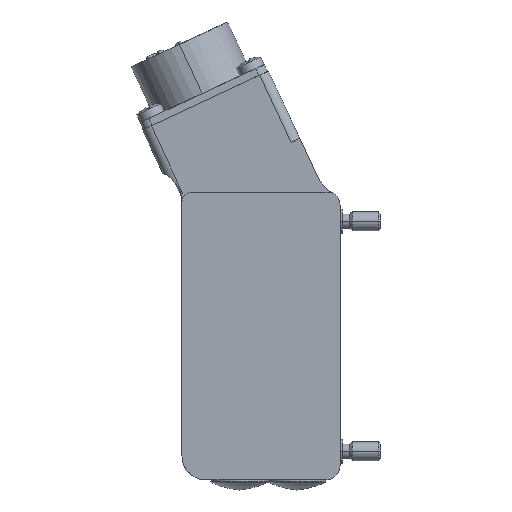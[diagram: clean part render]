
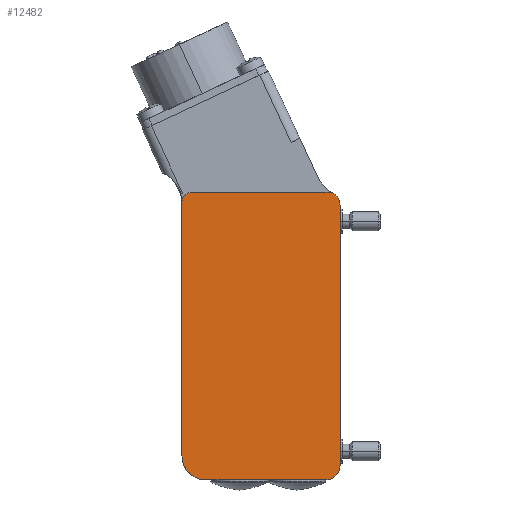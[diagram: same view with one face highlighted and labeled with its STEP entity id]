
A CAD part, left-side view. The second image highlights one B-rep face of the part: STEP entity #12482.
In plain terms, the highlighted planar face has unit normal (-1, 0, 0).
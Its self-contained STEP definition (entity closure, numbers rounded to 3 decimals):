
#822 = DIRECTION ( 'NONE',  ( 0., 0., 1. ) ) ;
#1229 = EDGE_CURVE ( 'NONE', #45963, #57223, #52289, .T. ) ;
#1819 = EDGE_LOOP ( 'NONE', ( #23809, #19938, #47793, #37558, #61200, #34264, #14756, #28769, #31689 ) ) ;
#1882 = CARTESIAN_POINT ( 'NONE',  ( -19.15, 33., 8. ) ) ;
#2580 = VERTEX_POINT ( 'NONE', #68178 ) ;
#3931 = DIRECTION ( 'NONE',  ( 0., -1., 0. ) ) ;
#4595 = CARTESIAN_POINT ( 'NONE',  ( -19.15, 33., 8.03 ) ) ;
#4768 = CARTESIAN_POINT ( 'NONE',  ( -19.15, 60., 50. ) ) ;
#5169 = VECTOR ( 'NONE', #63089, 1000. ) ;
#6015 = AXIS2_PLACEMENT_3D ( 'NONE', #50686, #18918, #56081 ) ;
#6872 = VERTEX_POINT ( 'NONE', #39721 ) ;
#7023 = EDGE_CURVE ( 'NONE', #45963, #10024, #59425, .T. ) ;
#10024 = VERTEX_POINT ( 'NONE', #59582 ) ;
#10127 = CIRCLE ( 'NONE', #39982, 6.5 ) ;
#11865 = CARTESIAN_POINT ( 'NONE',  ( -19.15, 3., -47. ) ) ;
#12482 = ADVANCED_FACE ( 'NONE', ( #44186 ), #68414, .F. ) ;
#12959 = VECTOR ( 'NONE', #822, 1000. ) ;
#14224 = VERTEX_POINT ( 'NONE', #29322 ) ;
#14756 = ORIENTED_EDGE ( 'NONE', *, *, #48180, .T. ) ;
#17192 = DIRECTION ( 'NONE',  ( 0., -1., 0. ) ) ;
#17761 = CARTESIAN_POINT ( 'NONE',  ( -19.15, 28., -50. ) ) ;
#17797 = CIRCLE ( 'NONE', #61162, 5. ) ;
#18918 = DIRECTION ( 'NONE',  ( -1., 0., 0. ) ) ;
#19938 = ORIENTED_EDGE ( 'NONE', *, *, #1229, .T. ) ;
#20745 = AXIS2_PLACEMENT_3D ( 'NONE', #4768, #52583, #20775 ) ;
#20775 = DIRECTION ( 'NONE',  ( 0., -1., 0. ) ) ;
#21230 = DIRECTION ( 'NONE',  ( 0., 0., -1. ) ) ;
#21877 = EDGE_CURVE ( 'NONE', #2580, #50579, #17797, .T. ) ;
#23402 = CARTESIAN_POINT ( 'NONE',  ( -19.15, 39.5, 8. ) ) ;
#23809 = ORIENTED_EDGE ( 'NONE', *, *, #7023, .F. ) ;
#24094 = CIRCLE ( 'NONE', #65947, 3. ) ;
#25592 = CARTESIAN_POINT ( 'NONE',  ( -19.15, 3., 7.344 ) ) ;
#28754 = DIRECTION ( 'NONE',  ( 0., 1., 0. ) ) ;
#28769 = ORIENTED_EDGE ( 'NONE', *, *, #30739, .T. ) ;
#29322 = CARTESIAN_POINT ( 'NONE',  ( -19.15, 0., -47. ) ) ;
#30386 = CIRCLE ( 'NONE', #30684, 3. ) ;
#30684 = AXIS2_PLACEMENT_3D ( 'NONE', #11865, #48931, #17192 ) ;
#30739 = EDGE_CURVE ( 'NONE', #14224, #31290, #42740, .T. ) ;
#30740 = DIRECTION ( 'NONE',  ( 0., -1., 0. ) ) ;
#30972 = DIRECTION ( 'NONE',  ( 0., -1., 0. ) ) ;
#31280 = VERTEX_POINT ( 'NONE', #1882 ) ;
#31290 = VERTEX_POINT ( 'NONE', #49631 ) ;
#31689 = ORIENTED_EDGE ( 'NONE', *, *, #52626, .T. ) ;
#33080 = EDGE_CURVE ( 'NONE', #31280, #2580, #46772, .T. ) ;
#34264 = ORIENTED_EDGE ( 'NONE', *, *, #55486, .T. ) ;
#35620 = DIRECTION ( 'NONE',  ( -1., 0., 0. ) ) ;
#37558 = ORIENTED_EDGE ( 'NONE', *, *, #33080, .T. ) ;
#39721 = CARTESIAN_POINT ( 'NONE',  ( -19.15, 3., -50. ) ) ;
#39982 = AXIS2_PLACEMENT_3D ( 'NONE', #23402, #60594, #28754 ) ;
#42740 = LINE ( 'NONE', #42948, #12959 ) ;
#42948 = CARTESIAN_POINT ( 'NONE',  ( -19.15, 0., 50. ) ) ;
#44186 = FACE_OUTER_BOUND ( 'NONE', #1819, .T. ) ;
#45196 = VECTOR ( 'NONE', #30740, 1000. ) ;
#45963 = VERTEX_POINT ( 'NONE', #56633 ) ;
#46772 = LINE ( 'NONE', #58432, #59346 ) ;
#47793 = ORIENTED_EDGE ( 'NONE', *, *, #51938, .T. ) ;
#48180 = EDGE_CURVE ( 'NONE', #6872, #14224, #30386, .T. ) ;
#48931 = DIRECTION ( 'NONE',  ( -1., 0., 0. ) ) ;
#49141 = LINE ( 'NONE', #57749, #5169 ) ;
#49631 = CARTESIAN_POINT ( 'NONE',  ( -19.15, 0., 7.344 ) ) ;
#50579 = VERTEX_POINT ( 'NONE', #17761 ) ;
#50686 = CARTESIAN_POINT ( 'NONE',  ( -19.15, 31., 8.039 ) ) ;
#51938 = EDGE_CURVE ( 'NONE', #57223, #31280, #10127, .T. ) ;
#52289 = CIRCLE ( 'NONE', #6015, 2. ) ;
#52583 = DIRECTION ( 'NONE',  ( 1., 0., 0. ) ) ;
#52626 = EDGE_CURVE ( 'NONE', #31290, #10024, #24094, .T. ) ;
#55486 = EDGE_CURVE ( 'NONE', #50579, #6872, #49141, .T. ) ;
#56081 = DIRECTION ( 'NONE',  ( 0., -1., 0. ) ) ;
#56633 = CARTESIAN_POINT ( 'NONE',  ( -19.15, 31., 10.039 ) ) ;
#57223 = VERTEX_POINT ( 'NONE', #4595 ) ;
#57749 = CARTESIAN_POINT ( 'NONE',  ( -19.15, 60., -50. ) ) ;
#58432 = CARTESIAN_POINT ( 'NONE',  ( -19.15, 33., -50. ) ) ;
#59346 = VECTOR ( 'NONE', #21230, 1000. ) ;
#59425 = LINE ( 'NONE', #62592, #45196 ) ;
#59582 = CARTESIAN_POINT ( 'NONE',  ( -19.15, 1.683, 10.039 ) ) ;
#60594 = DIRECTION ( 'NONE',  ( 1., 0., 0. ) ) ;
#61162 = AXIS2_PLACEMENT_3D ( 'NONE', #67552, #35620, #3931 ) ;
#61200 = ORIENTED_EDGE ( 'NONE', *, *, #21877, .T. ) ;
#62592 = CARTESIAN_POINT ( 'NONE',  ( -19.15, 41.226, 10.039 ) ) ;
#62809 = DIRECTION ( 'NONE',  ( -1., 0., 0. ) ) ;
#63089 = DIRECTION ( 'NONE',  ( 0., -1., 0. ) ) ;
#65947 = AXIS2_PLACEMENT_3D ( 'NONE', #25592, #62809, #30972 ) ;
#67552 = CARTESIAN_POINT ( 'NONE',  ( -19.15, 28., -45. ) ) ;
#68178 = CARTESIAN_POINT ( 'NONE',  ( -19.15, 33., -45. ) ) ;
#68414 = PLANE ( 'NONE',  #20745 ) ;
